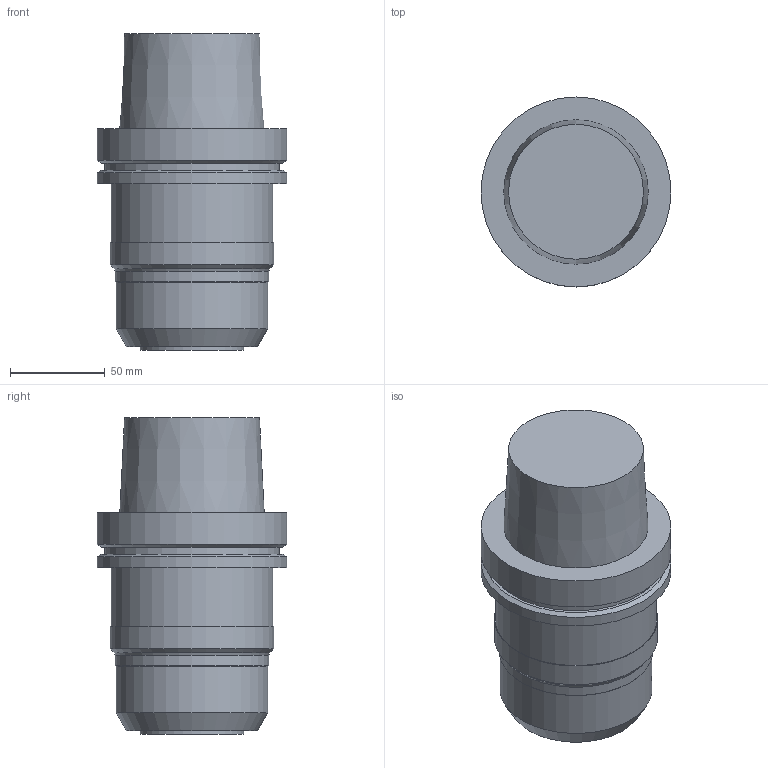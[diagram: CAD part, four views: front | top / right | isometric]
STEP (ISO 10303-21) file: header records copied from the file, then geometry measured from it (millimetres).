
FILE_DESCRIPTION((''),'1');
FILE_NAME('HSK-A100-MEGA1.250DS-4.5.stp','2018-02-01T04:57:53',(''),(''),'Spatial Interop R21 SP3','Kubotek KeyCreator 2011 V10.0.2 (22737)',' ');
FILE_SCHEMA(('automotive_design'));
Length unit declared in the file: millimetre
Products named in the file (1): Unnamed[1]
Bounding box: 100 x 100 x 166.7 mm (x, y, z)
Volume: 894725.8 mm3; surface area: 58791.3 mm2
Topology: 1 solids, 1 shells, 23 faces, 37 edges, 22 vertices
Faces by surface type: plane 8, cylinder 8, cone 7
Full cylindrical faces by diameter (mm): 54.672 x1, 80 x1, 80.7 x1, 85 x1, 86 x1, 92 x1, 100 x2
Entity records: 868 total; most frequent: DIRECTION 92, PRESENTATION_STYLE_ASSIGNMENT 70, COLOUR_RGB 70, CARTESIAN_POINT 68, STYLED_ITEM 46, AXIS2_PLACEMENT_3D 46, CURVE_STYLE 46, DRAUGHTING_PRE_DEFINED_CURVE_FONT 46
